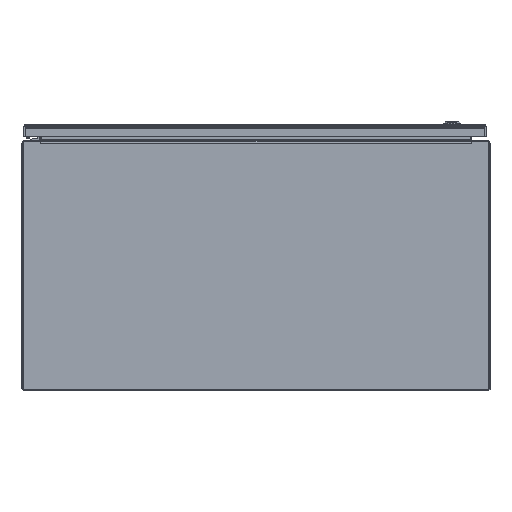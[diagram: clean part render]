
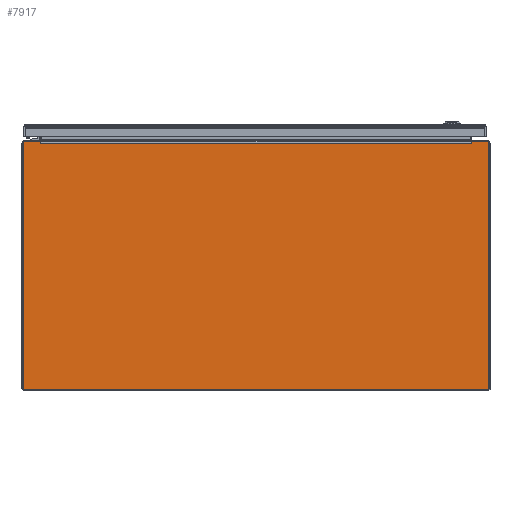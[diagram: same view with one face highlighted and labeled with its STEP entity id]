
A CAD part, front view. The second image highlights one B-rep face of the part: STEP entity #7917.
In plain terms, the highlighted planar face has unit normal (0, -1, 0).
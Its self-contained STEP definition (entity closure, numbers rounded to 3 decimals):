
#540 = AXIS2_PLACEMENT_3D ( 'NONE', #6076, #26077, #56742 ) ;
#1057 = LINE ( 'NONE', #33036, #34653 ) ;
#3644 = LINE ( 'NONE', #95581, #30845 ) ;
#6076 = CARTESIAN_POINT ( 'NONE',  ( 14.857, -36., -7.857 ) ) ;
#6123 = ORIENTED_EDGE ( 'NONE', *, *, #89552, .T. ) ;
#6532 = AXIS2_PLACEMENT_3D ( 'NONE', #31591, #40302, #70955 ) ;
#6690 = CIRCLE ( 'NONE', #124122, 0.08 ) ;
#7366 = CARTESIAN_POINT ( 'NONE',  ( -14.937, -36., -7.857 ) ) ;
#7476 = LINE ( 'NONE', #116812, #54905 ) ;
#7917 = ADVANCED_FACE ( 'NONE', ( #16399 ), #67073, .T. ) ;
#10623 = VERTEX_POINT ( 'NONE', #7366 ) ;
#12067 = CARTESIAN_POINT ( 'NONE',  ( 14.857, -36., 7.937 ) ) ;
#12602 = VECTOR ( 'NONE', #59592, 39.37 ) ;
#14628 = ORIENTED_EDGE ( 'NONE', *, *, #50707, .T. ) ;
#15299 = VERTEX_POINT ( 'NONE', #12067 ) ;
#15670 = LINE ( 'NONE', #80873, #124246 ) ;
#16399 = FACE_OUTER_BOUND ( 'NONE', #71480, .T. ) ;
#17943 = LINE ( 'NONE', #99244, #116128 ) ;
#18708 = VERTEX_POINT ( 'NONE', #26954 ) ;
#19724 = EDGE_CURVE ( 'NONE', #116539, #108864, #15670, .T. ) ;
#23320 = EDGE_CURVE ( 'NONE', #42094, #83590, #28297, .T. ) ;
#23453 = VECTOR ( 'NONE', #80123, 39.37 ) ;
#26077 = DIRECTION ( 'NONE',  ( 0., -1., 0. ) ) ;
#26400 = DIRECTION ( 'NONE',  ( 0., 0., -1. ) ) ;
#26857 = DIRECTION ( 'NONE',  ( -1., 0., 0. ) ) ;
#26954 = CARTESIAN_POINT ( 'NONE',  ( 14.937, -36., 7.857 ) ) ;
#27269 = CARTESIAN_POINT ( 'NONE',  ( 13.798, -36., 7.855 ) ) ;
#28297 = LINE ( 'NONE', #68977, #12602 ) ;
#29613 = CARTESIAN_POINT ( 'NONE',  ( 14.937, -36., -7.857 ) ) ;
#30198 = DIRECTION ( 'NONE',  ( -1., 0., 0. ) ) ;
#30214 = DIRECTION ( 'NONE',  ( -1., 0., 0. ) ) ;
#30845 = VECTOR ( 'NONE', #82938, 39.37 ) ;
#31591 = CARTESIAN_POINT ( 'NONE',  ( -14.857, -36., 7.857 ) ) ;
#33036 = CARTESIAN_POINT ( 'NONE',  ( 0., -36., -7.937 ) ) ;
#33758 = DIRECTION ( 'NONE',  ( 0., -1., 0. ) ) ;
#34653 = VECTOR ( 'NONE', #84340, 39.37 ) ;
#38582 = DIRECTION ( 'NONE',  ( 0., 0., -1. ) ) ;
#39196 = ORIENTED_EDGE ( 'NONE', *, *, #98032, .T. ) ;
#40302 = DIRECTION ( 'NONE',  ( 0., -1., 0. ) ) ;
#40876 = DIRECTION ( 'NONE',  ( -0.174, 0., -0.985 ) ) ;
#42094 = VERTEX_POINT ( 'NONE', #107847 ) ;
#42554 = VERTEX_POINT ( 'NONE', #29613 ) ;
#44024 = CARTESIAN_POINT ( 'NONE',  ( -14.857, -36., 7.937 ) ) ;
#44565 = VECTOR ( 'NONE', #30214, 39.37 ) ;
#45820 = EDGE_CURVE ( 'NONE', #67170, #42094, #102051, .T. ) ;
#46138 = AXIS2_PLACEMENT_3D ( 'NONE', #60541, #70537, #89880 ) ;
#47482 = DIRECTION ( 'NONE',  ( -1., 0., 0. ) ) ;
#49261 = EDGE_CURVE ( 'NONE', #108864, #90670, #90105, .T. ) ;
#50707 = EDGE_CURVE ( 'NONE', #60942, #42554, #58016, .T. ) ;
#54905 = VECTOR ( 'NONE', #47482, 39.37 ) ;
#56742 = DIRECTION ( 'NONE',  ( 0., 0., -1. ) ) ;
#56951 = LINE ( 'NONE', #121500, #116526 ) ;
#58016 = CIRCLE ( 'NONE', #540, 0.08 ) ;
#59592 = DIRECTION ( 'NONE',  ( -1., 0., 0. ) ) ;
#60109 = CARTESIAN_POINT ( 'NONE',  ( -13.814, -36., 7.855 ) ) ;
#60183 = ORIENTED_EDGE ( 'NONE', *, *, #101936, .T. ) ;
#60541 = CARTESIAN_POINT ( 'NONE',  ( 14.857, -36., 7.857 ) ) ;
#60666 = EDGE_CURVE ( 'NONE', #18708, #15299, #116366, .T. ) ;
#60942 = VERTEX_POINT ( 'NONE', #104550 ) ;
#64143 = CARTESIAN_POINT ( 'NONE',  ( -14.857, -36., -7.937 ) ) ;
#65921 = CARTESIAN_POINT ( 'NONE',  ( 13.814, -36., 7.855 ) ) ;
#67073 = PLANE ( 'NONE',  #69232 ) ;
#67170 = VERTEX_POINT ( 'NONE', #121679 ) ;
#68062 = EDGE_CURVE ( 'NONE', #83590, #125588, #72436, .T. ) ;
#68977 = CARTESIAN_POINT ( 'NONE',  ( 0., -36., 7.937 ) ) ;
#69232 = AXIS2_PLACEMENT_3D ( 'NONE', #126413, #33758, #26400 ) ;
#70537 = DIRECTION ( 'NONE',  ( 0., -1., 0. ) ) ;
#70955 = DIRECTION ( 'NONE',  ( 0., 0., -1. ) ) ;
#71480 = EDGE_LOOP ( 'NONE', ( #92606, #104748, #60183, #6123, #39196, #14628, #109710, #89662, #130131, #103876, #103695, #114264, #84927, #110566 ) ) ;
#72436 = CIRCLE ( 'NONE', #6532, 0.08 ) ;
#73148 = CARTESIAN_POINT ( 'NONE',  ( -13.798, -36., 7.855 ) ) ;
#79642 = CARTESIAN_POINT ( 'NONE',  ( -14.857, -36., -7.857 ) ) ;
#80123 = DIRECTION ( 'NONE',  ( -0.174, 0., 0.985 ) ) ;
#80873 = CARTESIAN_POINT ( 'NONE',  ( 13.828, -36., 7.937 ) ) ;
#81631 = EDGE_CURVE ( 'NONE', #106063, #67170, #56951, .T. ) ;
#82938 = DIRECTION ( 'NONE',  ( 0., 0., 1. ) ) ;
#83590 = VERTEX_POINT ( 'NONE', #44024 ) ;
#84340 = DIRECTION ( 'NONE',  ( 1., 0., 0. ) ) ;
#84927 = ORIENTED_EDGE ( 'NONE', *, *, #81631, .T. ) ;
#86197 = EDGE_CURVE ( 'NONE', #90670, #106063, #108920, .T. ) ;
#86764 = CARTESIAN_POINT ( 'NONE',  ( -14.937, -36., 7.857 ) ) ;
#89446 = CARTESIAN_POINT ( 'NONE',  ( 13.806, -36., 7.855 ) ) ;
#89552 = EDGE_CURVE ( 'NONE', #10623, #119853, #6690, .T. ) ;
#89662 = ORIENTED_EDGE ( 'NONE', *, *, #60666, .T. ) ;
#89685 = VECTOR ( 'NONE', #26857, 39.37 ) ;
#89880 = DIRECTION ( 'NONE',  ( 0., 0., -1. ) ) ;
#89896 = CARTESIAN_POINT ( 'NONE',  ( 13.828, -36., 7.937 ) ) ;
#90105 = LINE ( 'NONE', #89446, #89685 ) ;
#90670 = VERTEX_POINT ( 'NONE', #27269 ) ;
#92606 = ORIENTED_EDGE ( 'NONE', *, *, #23320, .T. ) ;
#95581 = CARTESIAN_POINT ( 'NONE',  ( 14.937, -36., 0. ) ) ;
#98032 = EDGE_CURVE ( 'NONE', #119853, #60942, #1057, .T. ) ;
#99244 = CARTESIAN_POINT ( 'NONE',  ( -14.937, -36., 0. ) ) ;
#101936 = EDGE_CURVE ( 'NONE', #125588, #10623, #17943, .T. ) ;
#102051 = LINE ( 'NONE', #60109, #23453 ) ;
#103695 = ORIENTED_EDGE ( 'NONE', *, *, #49261, .T. ) ;
#103876 = ORIENTED_EDGE ( 'NONE', *, *, #19724, .T. ) ;
#104550 = CARTESIAN_POINT ( 'NONE',  ( 14.857, -36., -7.937 ) ) ;
#104748 = ORIENTED_EDGE ( 'NONE', *, *, #68062, .T. ) ;
#106063 = VERTEX_POINT ( 'NONE', #73148 ) ;
#107847 = CARTESIAN_POINT ( 'NONE',  ( -13.828, -36., 7.937 ) ) ;
#108864 = VERTEX_POINT ( 'NONE', #65921 ) ;
#108920 = LINE ( 'NONE', #120867, #44565 ) ;
#109710 = ORIENTED_EDGE ( 'NONE', *, *, #129952, .T. ) ;
#110566 = ORIENTED_EDGE ( 'NONE', *, *, #45820, .T. ) ;
#110927 = DIRECTION ( 'NONE',  ( 0., 0., -1. ) ) ;
#114264 = ORIENTED_EDGE ( 'NONE', *, *, #86197, .T. ) ;
#116128 = VECTOR ( 'NONE', #38582, 39.37 ) ;
#116366 = CIRCLE ( 'NONE', #46138, 0.08 ) ;
#116526 = VECTOR ( 'NONE', #30198, 39.37 ) ;
#116539 = VERTEX_POINT ( 'NONE', #89896 ) ;
#116812 = CARTESIAN_POINT ( 'NONE',  ( 0., -36., 7.937 ) ) ;
#117139 = EDGE_CURVE ( 'NONE', #15299, #116539, #7476, .T. ) ;
#118976 = DIRECTION ( 'NONE',  ( 0., -1., 0. ) ) ;
#119853 = VERTEX_POINT ( 'NONE', #64143 ) ;
#120867 = CARTESIAN_POINT ( 'NONE',  ( 0., -36., 7.855 ) ) ;
#121500 = CARTESIAN_POINT ( 'NONE',  ( 0., -36., 7.855 ) ) ;
#121679 = CARTESIAN_POINT ( 'NONE',  ( -13.814, -36., 7.855 ) ) ;
#124122 = AXIS2_PLACEMENT_3D ( 'NONE', #79642, #118976, #110927 ) ;
#124246 = VECTOR ( 'NONE', #40876, 39.37 ) ;
#125588 = VERTEX_POINT ( 'NONE', #86764 ) ;
#126413 = CARTESIAN_POINT ( 'NONE',  ( 0., -36., 0. ) ) ;
#129952 = EDGE_CURVE ( 'NONE', #42554, #18708, #3644, .T. ) ;
#130131 = ORIENTED_EDGE ( 'NONE', *, *, #117139, .T. ) ;
